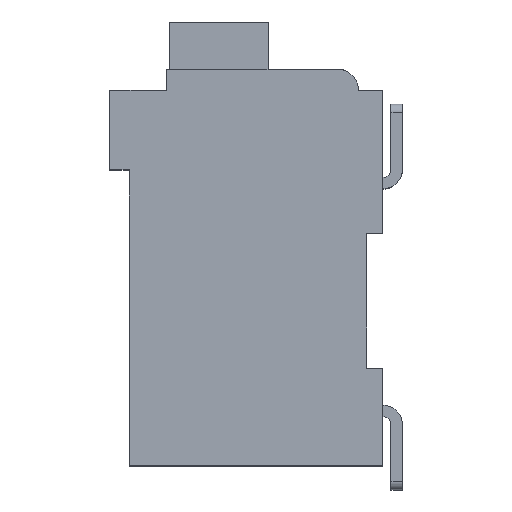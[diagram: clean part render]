
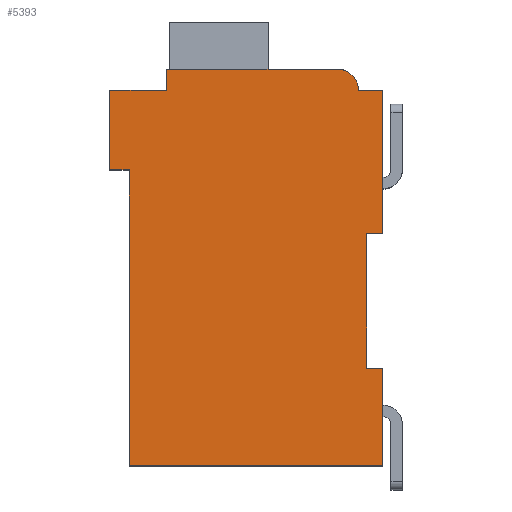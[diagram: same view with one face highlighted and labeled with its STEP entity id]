
A CAD part, top view. The second image highlights one B-rep face of the part: STEP entity #5393.
In plain terms, the highlighted planar face has unit normal (0, 0, 1).
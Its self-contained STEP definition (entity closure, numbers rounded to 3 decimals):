
#1786=DIRECTION('',(1.,0.,0.));
#1787=VECTOR('',#1786,0.5);
#1788=CARTESIAN_POINT('',(7.3,7.15,2.1));
#1789=LINE('',#1788,#1787);
#1790=DIRECTION('',(0.,1.,0.));
#1791=VECTOR('',#1790,4.15);
#1792=CARTESIAN_POINT('',(7.3,3.,2.1));
#1793=LINE('',#1792,#1791);
#1794=DIRECTION('',(-1.,0.,0.));
#1795=VECTOR('',#1794,0.5);
#1796=CARTESIAN_POINT('',(7.8,3.,2.1));
#1797=LINE('',#1796,#1795);
#1798=DIRECTION('',(0.,1.,0.));
#1799=VECTOR('',#1798,3.);
#1800=CARTESIAN_POINT('',(7.8,0.,2.1));
#1801=LINE('',#1800,#1799);
#1802=DIRECTION('',(1.,0.,0.));
#1803=VECTOR('',#1802,7.8);
#1804=CARTESIAN_POINT('',(0.,0.,2.1));
#1805=LINE('',#1804,#1803);
#1806=DIRECTION('',(0.,-1.,0.));
#1807=VECTOR('',#1806,9.1);
#1808=CARTESIAN_POINT('',(0.,9.1,2.1));
#1809=LINE('',#1808,#1807);
#1810=DIRECTION('',(1.,0.,0.));
#1811=VECTOR('',#1810,0.6);
#1812=CARTESIAN_POINT('',(-0.6,9.1,2.1));
#1813=LINE('',#1812,#1811);
#1814=DIRECTION('',(0.,-1.,0.));
#1815=VECTOR('',#1814,2.45);
#1816=CARTESIAN_POINT('',(-0.6,11.55,2.1));
#1817=LINE('',#1816,#1815);
#1818=DIRECTION('',(-1.,0.,0.));
#1819=VECTOR('',#1818,1.75);
#1820=CARTESIAN_POINT('',(1.15,11.55,2.1));
#1821=LINE('',#1820,#1819);
#1822=DIRECTION('',(0.,-1.,0.));
#1823=VECTOR('',#1822,0.65);
#1824=CARTESIAN_POINT('',(1.15,12.2,2.1));
#1825=LINE('',#1824,#1823);
#1826=DIRECTION('',(-1.,0.,0.));
#1827=VECTOR('',#1826,5.25);
#1828=CARTESIAN_POINT('',(6.4,12.2,2.1));
#1829=LINE('',#1828,#1827);
#1830=CARTESIAN_POINT('',(6.4,11.55,2.1));
#1831=DIRECTION('',(0.,0.,1.));
#1832=DIRECTION('',(1.,0.,0.));
#1833=AXIS2_PLACEMENT_3D('',#1830,#1831,#1832);
#1835=DIRECTION('',(-1.,0.,0.));
#1836=VECTOR('',#1835,0.75);
#1837=CARTESIAN_POINT('',(7.8,11.55,2.1));
#1838=LINE('',#1837,#1836);
#1839=DIRECTION('',(0.,1.,0.));
#1840=VECTOR('',#1839,4.4);
#1841=CARTESIAN_POINT('',(7.8,7.15,2.1));
#1842=LINE('',#1841,#1840);
#2305=CARTESIAN_POINT('',(7.3,7.15,2.1));
#2306=CARTESIAN_POINT('',(7.8,7.15,2.1));
#2307=VERTEX_POINT('',#2305);
#2308=VERTEX_POINT('',#2306);
#2309=CARTESIAN_POINT('',(7.8,11.55,2.1));
#2310=VERTEX_POINT('',#2309);
#2311=CARTESIAN_POINT('',(7.05,11.55,2.1));
#2312=VERTEX_POINT('',#2311);
#2313=CARTESIAN_POINT('',(6.4,12.2,2.1));
#2314=VERTEX_POINT('',#2313);
#2315=CARTESIAN_POINT('',(1.15,12.2,2.1));
#2316=VERTEX_POINT('',#2315);
#2317=CARTESIAN_POINT('',(1.15,11.55,2.1));
#2318=VERTEX_POINT('',#2317);
#2319=CARTESIAN_POINT('',(-0.6,11.55,2.1));
#2320=VERTEX_POINT('',#2319);
#2321=CARTESIAN_POINT('',(-0.6,9.1,2.1));
#2322=VERTEX_POINT('',#2321);
#2323=CARTESIAN_POINT('',(0.,9.1,2.1));
#2324=VERTEX_POINT('',#2323);
#2325=CARTESIAN_POINT('',(0.,0.,2.1));
#2326=VERTEX_POINT('',#2325);
#2327=CARTESIAN_POINT('',(7.8,0.,2.1));
#2328=VERTEX_POINT('',#2327);
#2329=CARTESIAN_POINT('',(7.8,3.,2.1));
#2330=VERTEX_POINT('',#2329);
#2331=CARTESIAN_POINT('',(7.3,3.,2.1));
#2332=VERTEX_POINT('',#2331);
#5372=CARTESIAN_POINT('',(0.,0.,2.1));
#5373=DIRECTION('',(0.,0.,1.));
#5374=DIRECTION('',(1.,0.,0.));
#5375=AXIS2_PLACEMENT_3D('',#5372,#5373,#5374);
#5376=PLANE('',#5375);
#5377=ORIENTED_EDGE('',*,*,#3030,.F.);
#5378=ORIENTED_EDGE('',*,*,#3233,.F.);
#5379=ORIENTED_EDGE('',*,*,#4013,.F.);
#5380=ORIENTED_EDGE('',*,*,#4070,.F.);
#5381=ORIENTED_EDGE('',*,*,#4147,.F.);
#5382=ORIENTED_EDGE('',*,*,#4260,.F.);
#5383=ORIENTED_EDGE('',*,*,#4357,.F.);
#5384=ORIENTED_EDGE('',*,*,#4426,.F.);
#5385=ORIENTED_EDGE('',*,*,#4513,.F.);
#5386=ORIENTED_EDGE('',*,*,#4732,.F.);
#5387=ORIENTED_EDGE('',*,*,#4892,.F.);
#5388=ORIENTED_EDGE('',*,*,#4564,.F.);
#5389=ORIENTED_EDGE('',*,*,#4653,.F.);
#5390=ORIENTED_EDGE('',*,*,#3129,.F.);
#5391=EDGE_LOOP('',(#5377,#5378,#5379,#5380,#5381,#5382,#5383,#5384,#5385,#5386,
#5387,#5388,#5389,#5390));
#5392=FACE_OUTER_BOUND('',#5391,.F.);
#1834=CIRCLE('',#1833,0.65);
#3030=EDGE_CURVE('',#2307,#2308,#1789,.T.);
#3129=EDGE_CURVE('',#2308,#2310,#1842,.T.);
#3233=EDGE_CURVE('',#2332,#2307,#1793,.T.);
#4013=EDGE_CURVE('',#2330,#2332,#1797,.T.);
#4070=EDGE_CURVE('',#2328,#2330,#1801,.T.);
#4147=EDGE_CURVE('',#2326,#2328,#1805,.T.);
#4260=EDGE_CURVE('',#2324,#2326,#1809,.T.);
#4357=EDGE_CURVE('',#2322,#2324,#1813,.T.);
#4426=EDGE_CURVE('',#2320,#2322,#1817,.T.);
#4513=EDGE_CURVE('',#2318,#2320,#1821,.T.);
#4564=EDGE_CURVE('',#2312,#2314,#1834,.T.);
#4653=EDGE_CURVE('',#2310,#2312,#1838,.T.);
#4732=EDGE_CURVE('',#2316,#2318,#1825,.T.);
#4892=EDGE_CURVE('',#2314,#2316,#1829,.T.);
#5393=ADVANCED_FACE('',(#5392),#5376,.T.);
